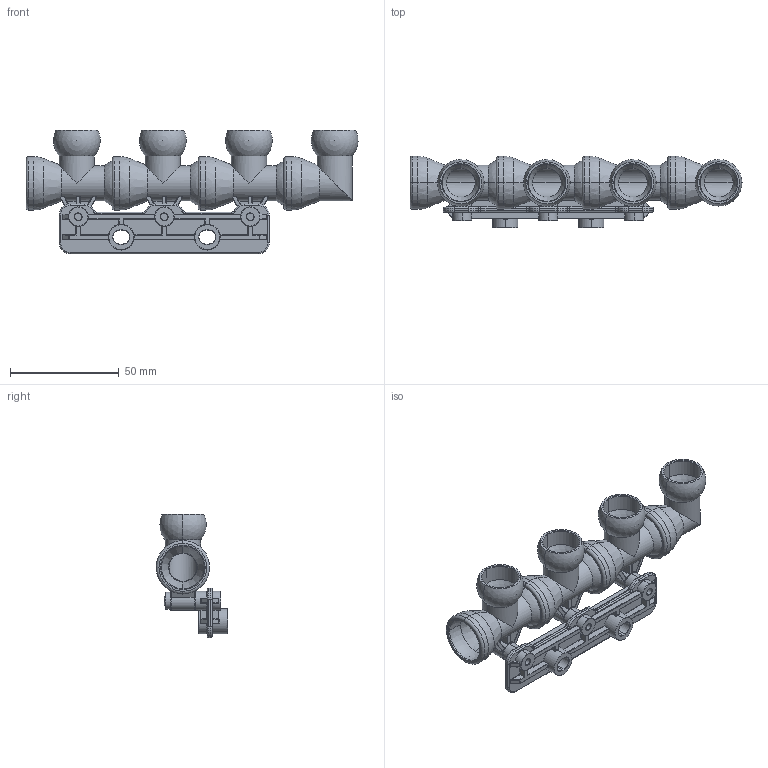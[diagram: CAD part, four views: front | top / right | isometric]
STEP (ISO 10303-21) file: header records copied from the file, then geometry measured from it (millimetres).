
FILE_DESCRIPTION (( 'STEP AP203' ), '1' );
FILE_NAME ('1-2 Modular Manifold.STEP', '2005-02-04T19:10:35', ( 'mark lockwood' ), ( 'lockwood products inc.' ), 'SwSTEP 2.0', 'SolidWorks 2004146', '' );
FILE_SCHEMA (( 'CONFIG_CONTROL_DESIGN' ));
Length unit declared in the file: inch
Products named in the file (1): 1-2 Modular Manifold
Bounding box: 152.92 x 32.98 x 56.82 mm (x, y, z)
Volume: 35797.3 mm3; surface area: 39557.3 mm2
Topology: 8 solids, 8 shells, 1348 faces, 3228 edges, 1737 vertices
Faces by surface type: cylinder 504, plane 230, torus 214, bspline 204, sphere 152, cone 44
Entity records: 81574 total; most frequent: CARTESIAN_POINT 52460, DIRECTION 6321, ORIENTED_EDGE 6046, EDGE_CURVE 3023, AXIS2_PLACEMENT_3D 2674, VERTEX_POINT 1696, CIRCLE 1529, EDGE_LOOP 1383
